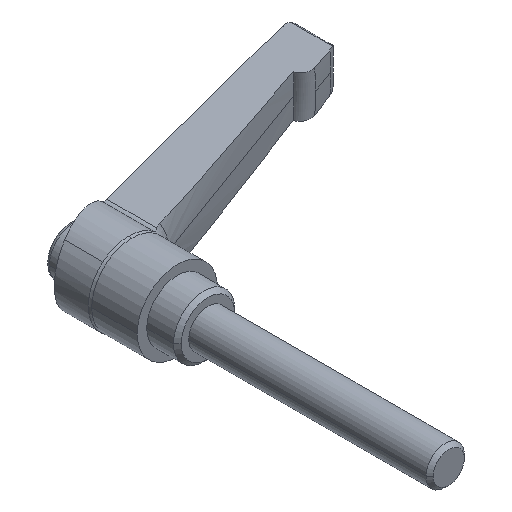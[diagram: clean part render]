
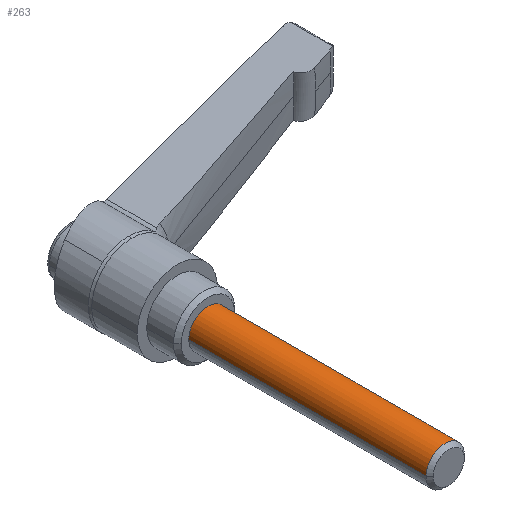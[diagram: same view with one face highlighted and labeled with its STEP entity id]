
A CAD part, isometric view. The second image highlights one B-rep face of the part: STEP entity #263.
In plain terms, the highlighted cylindrical face has radius 5 mm (diameter 10 mm), a partial arc.
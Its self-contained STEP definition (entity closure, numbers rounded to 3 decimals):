
#263 = ADVANCED_FACE( '', ( #750 ), #751, .T. );
#289 = EDGE_CURVE( '', #359, #589, #778, .T. );
#325 = VERTEX_POINT( '', #817 );
#359 = VERTEX_POINT( '', #854 );
#537 = EDGE_CURVE( '', #589, #325, #1053, .T. );
#581 = VERTEX_POINT( '', #1102 );
#587 = EDGE_CURVE( '', #581, #359, #1108, .T. );
#589 = VERTEX_POINT( '', #1110 );
#689 = EDGE_CURVE( '', #581, #325, #1222, .T. );
#750 = FACE_OUTER_BOUND( '', #1275, .T. );
#751 = CYLINDRICAL_SURFACE( '', #1276, 5. );
#778 = CIRCLE( '', #1340, 5. );
#817 = CARTESIAN_POINT( '', ( 5., 0., 0. ) );
#854 = CARTESIAN_POINT( '', ( -5., -62.08, 0. ) );
#1053 = LINE( '', #1811, #1812 );
#1102 = CARTESIAN_POINT( '', ( -5., 0., 0. ) );
#1108 = LINE( '', #1890, #1891 );
#1110 = CARTESIAN_POINT( '', ( 5., -62.08, 0. ) );
#1222 = CIRCLE( '', #2100, 5. );
#1275 = EDGE_LOOP( '', ( #2173, #2174, #2175, #2176 ) );
#1276 = AXIS2_PLACEMENT_3D( '', #2177, #2178, #2179 );
#1340 = AXIS2_PLACEMENT_3D( '', #2197, #2198, #2199 );
#1811 = CARTESIAN_POINT( '', ( 5., -31.04, 0. ) );
#1812 = VECTOR( '', #2540, 1. );
#1890 = CARTESIAN_POINT( '', ( -5., -31.04, 0. ) );
#1891 = VECTOR( '', #2599, 1. );
#2100 = AXIS2_PLACEMENT_3D( '', #2728, #2729, #2730 );
#2173 = ORIENTED_EDGE( '', *, *, #537, .T. );
#2174 = ORIENTED_EDGE( '', *, *, #689, .F. );
#2175 = ORIENTED_EDGE( '', *, *, #587, .T. );
#2176 = ORIENTED_EDGE( '', *, *, #289, .T. );
#2177 = CARTESIAN_POINT( '', ( 0., -31.04, 0. ) );
#2178 = DIRECTION( '', ( 0., -1., 0. ) );
#2179 = DIRECTION( '', ( 1., 0., 0. ) );
#2197 = CARTESIAN_POINT( '', ( 0., -62.08, 0. ) );
#2198 = DIRECTION( '', ( 0., 1., 0. ) );
#2199 = DIRECTION( '', ( 1., 0., 0. ) );
#2540 = DIRECTION( '', ( 0., 1., 0. ) );
#2599 = DIRECTION( '', ( 0., -1., 0. ) );
#2728 = CARTESIAN_POINT( '', ( 0., 0., 0. ) );
#2729 = DIRECTION( '', ( 0., 1., 0. ) );
#2730 = DIRECTION( '', ( 1., 0., 0. ) );
